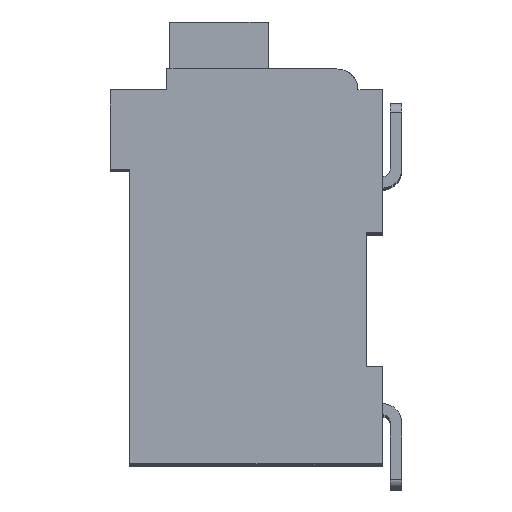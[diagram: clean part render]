
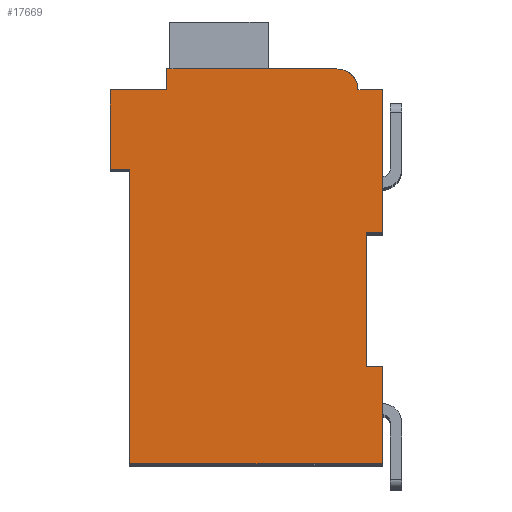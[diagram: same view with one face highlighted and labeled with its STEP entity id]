
A CAD part, top view. The second image highlights one B-rep face of the part: STEP entity #17669.
In plain terms, the highlighted planar face has unit normal (0, 0, 1).
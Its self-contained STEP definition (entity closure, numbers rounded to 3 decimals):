
#1986=DIRECTION('',(1.,0.,0.));
#1987=VECTOR('',#1986,0.5);
#1988=CARTESIAN_POINT('',(7.3,7.15,2.1));
#1989=LINE('',#1988,#1987);
#1990=DIRECTION('',(0.,1.,0.));
#1991=VECTOR('',#1990,4.15);
#1992=CARTESIAN_POINT('',(7.3,3.,2.1));
#1993=LINE('',#1992,#1991);
#1994=DIRECTION('',(-1.,0.,0.));
#1995=VECTOR('',#1994,0.5);
#1996=CARTESIAN_POINT('',(7.8,3.,2.1));
#1997=LINE('',#1996,#1995);
#1998=DIRECTION('',(0.,1.,0.));
#1999=VECTOR('',#1998,3.);
#2000=CARTESIAN_POINT('',(7.8,0.,2.1));
#2001=LINE('',#2000,#1999);
#2002=DIRECTION('',(1.,0.,0.));
#2003=VECTOR('',#2002,7.8);
#2004=CARTESIAN_POINT('',(0.,0.,2.1));
#2005=LINE('',#2004,#2003);
#2006=DIRECTION('',(0.,-1.,0.));
#2007=VECTOR('',#2006,9.1);
#2008=CARTESIAN_POINT('',(0.,9.1,2.1));
#2009=LINE('',#2008,#2007);
#2010=DIRECTION('',(1.,0.,0.));
#2011=VECTOR('',#2010,0.6);
#2012=CARTESIAN_POINT('',(-0.6,9.1,2.1));
#2013=LINE('',#2012,#2011);
#2014=DIRECTION('',(0.,-1.,0.));
#2015=VECTOR('',#2014,2.45);
#2016=CARTESIAN_POINT('',(-0.6,11.55,2.1));
#2017=LINE('',#2016,#2015);
#2018=DIRECTION('',(-1.,0.,0.));
#2019=VECTOR('',#2018,1.75);
#2020=CARTESIAN_POINT('',(1.15,11.55,2.1));
#2021=LINE('',#2020,#2019);
#2022=DIRECTION('',(0.,-1.,0.));
#2023=VECTOR('',#2022,0.65);
#2024=CARTESIAN_POINT('',(1.15,12.2,2.1));
#2025=LINE('',#2024,#2023);
#2026=DIRECTION('',(-1.,0.,0.));
#2027=VECTOR('',#2026,5.25);
#2028=CARTESIAN_POINT('',(6.4,12.2,2.1));
#2029=LINE('',#2028,#2027);
#2030=CARTESIAN_POINT('',(6.4,11.55,2.1));
#2031=DIRECTION('',(0.,0.,1.));
#2032=DIRECTION('',(1.,0.,0.));
#2033=AXIS2_PLACEMENT_3D('',#2030,#2031,#2032);
#2035=DIRECTION('',(-1.,0.,0.));
#2036=VECTOR('',#2035,0.75);
#2037=CARTESIAN_POINT('',(7.8,11.55,2.1));
#2038=LINE('',#2037,#2036);
#2039=DIRECTION('',(0.,1.,0.));
#2040=VECTOR('',#2039,4.4);
#2041=CARTESIAN_POINT('',(7.8,7.15,2.1));
#2042=LINE('',#2041,#2040);
#12275=CARTESIAN_POINT('',(7.3,7.15,2.1));
#12276=CARTESIAN_POINT('',(7.8,7.15,2.1));
#12277=VERTEX_POINT('',#12275);
#12278=VERTEX_POINT('',#12276);
#12279=CARTESIAN_POINT('',(7.8,11.55,2.1));
#12280=VERTEX_POINT('',#12279);
#12281=CARTESIAN_POINT('',(7.05,11.55,2.1));
#12282=VERTEX_POINT('',#12281);
#12283=CARTESIAN_POINT('',(6.4,12.2,2.1));
#12284=VERTEX_POINT('',#12283);
#12285=CARTESIAN_POINT('',(1.15,12.2,2.1));
#12286=VERTEX_POINT('',#12285);
#12287=CARTESIAN_POINT('',(1.15,11.55,2.1));
#12288=VERTEX_POINT('',#12287);
#12289=CARTESIAN_POINT('',(-0.6,11.55,2.1));
#12290=VERTEX_POINT('',#12289);
#12291=CARTESIAN_POINT('',(-0.6,9.1,2.1));
#12292=VERTEX_POINT('',#12291);
#12293=CARTESIAN_POINT('',(0.,9.1,2.1));
#12294=VERTEX_POINT('',#12293);
#12295=CARTESIAN_POINT('',(0.,0.,2.1));
#12296=VERTEX_POINT('',#12295);
#12297=CARTESIAN_POINT('',(7.8,0.,2.1));
#12298=VERTEX_POINT('',#12297);
#12299=CARTESIAN_POINT('',(7.8,3.,2.1));
#12300=VERTEX_POINT('',#12299);
#12301=CARTESIAN_POINT('',(7.3,3.,2.1));
#12302=VERTEX_POINT('',#12301);
#17639=CARTESIAN_POINT('',(0.,0.,2.1));
#17640=DIRECTION('',(0.,0.,1.));
#17641=DIRECTION('',(1.,0.,0.));
#17642=AXIS2_PLACEMENT_3D('',#17639,#17640,#17641);
#17643=PLANE('',#17642);
#17644=ORIENTED_EDGE('',*,*,#16092,.F.);
#17645=ORIENTED_EDGE('',*,*,#16714,.F.);
#17647=ORIENTED_EDGE('',*,*,#17646,.F.);
#17649=ORIENTED_EDGE('',*,*,#17648,.F.);
#17650=ORIENTED_EDGE('',*,*,#17323,.F.);
#17651=ORIENTED_EDGE('',*,*,#17208,.F.);
#17653=ORIENTED_EDGE('',*,*,#17652,.F.);
#17655=ORIENTED_EDGE('',*,*,#17654,.F.);
#17657=ORIENTED_EDGE('',*,*,#17656,.F.);
#17659=ORIENTED_EDGE('',*,*,#17658,.F.);
#17661=ORIENTED_EDGE('',*,*,#17660,.F.);
#17663=ORIENTED_EDGE('',*,*,#17662,.F.);
#17665=ORIENTED_EDGE('',*,*,#17664,.F.);
#17666=ORIENTED_EDGE('',*,*,#16430,.F.);
#17667=EDGE_LOOP('',(#17644,#17645,#17647,#17649,#17650,#17651,#17653,#17655,
#17657,#17659,#17661,#17663,#17665,#17666));
#17668=FACE_OUTER_BOUND('',#17667,.F.);
#2034=CIRCLE('',#2033,0.65);
#16092=EDGE_CURVE('',#12277,#12278,#1989,.T.);
#16430=EDGE_CURVE('',#12278,#12280,#2042,.T.);
#16714=EDGE_CURVE('',#12302,#12277,#1993,.T.);
#17208=EDGE_CURVE('',#12294,#12296,#2009,.T.);
#17323=EDGE_CURVE('',#12296,#12298,#2005,.T.);
#17646=EDGE_CURVE('',#12300,#12302,#1997,.T.);
#17648=EDGE_CURVE('',#12298,#12300,#2001,.T.);
#17652=EDGE_CURVE('',#12292,#12294,#2013,.T.);
#17654=EDGE_CURVE('',#12290,#12292,#2017,.T.);
#17656=EDGE_CURVE('',#12288,#12290,#2021,.T.);
#17658=EDGE_CURVE('',#12286,#12288,#2025,.T.);
#17660=EDGE_CURVE('',#12284,#12286,#2029,.T.);
#17662=EDGE_CURVE('',#12282,#12284,#2034,.T.);
#17664=EDGE_CURVE('',#12280,#12282,#2038,.T.);
#17669=ADVANCED_FACE('',(#17668),#17643,.T.);
